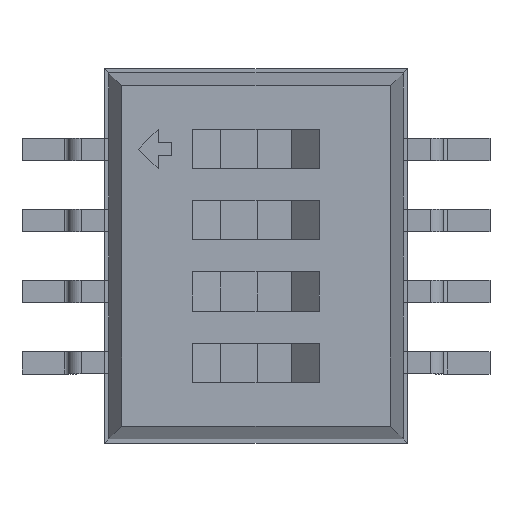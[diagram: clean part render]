
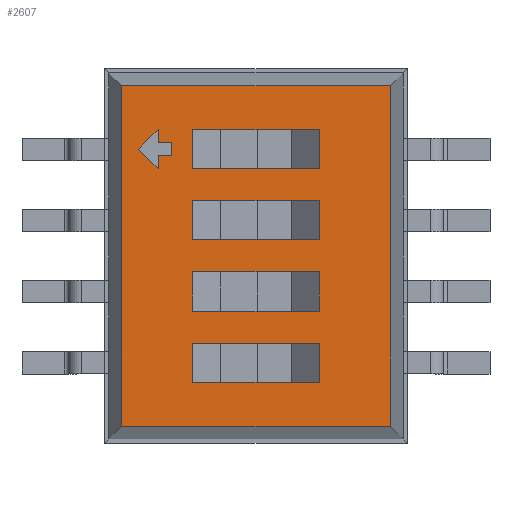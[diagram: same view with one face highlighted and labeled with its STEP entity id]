
A CAD part, top view. The second image highlights one B-rep face of the part: STEP entity #2607.
In plain terms, the highlighted planar face has unit normal (0, 0, 1).
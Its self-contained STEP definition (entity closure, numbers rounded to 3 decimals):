
#27=VECTOR('',#28,1.);
#28=DIRECTION('',(0.,1.,0.));
#34=VECTOR('',#35,1.);
#35=DIRECTION('',(-1.,0.,0.));
#41=VECTOR('',#42,1.);
#42=DIRECTION('',(0.,-1.,0.));
#46=VECTOR('',#47,1.);
#47=DIRECTION('',(1.,0.,0.));
#50=DIRECTION('',(0.,0.,-1.));
#1789=VERTEX_POINT('',#1790);
#1790=CARTESIAN_POINT('',(2.397,3.037,2.45));
#1792=ORIENTED_EDGE('',*,*,#1793,.F.);
#1793=EDGE_CURVE('',#1794,#1789,#1796,.T.);
#1794=VERTEX_POINT('',#1795);
#1795=CARTESIAN_POINT('',(2.397,-3.037,2.45));
#1796=LINE('',#1795,#27);
#2185=VERTEX_POINT('',#2186);
#2186=CARTESIAN_POINT('',(-2.397,3.037,2.45));
#2188=ORIENTED_EDGE('',*,*,#2189,.F.);
#2189=EDGE_CURVE('',#1789,#2185,#2190,.T.);
#2190=LINE('',#1790,#34);
#2211=VERTEX_POINT('',#2212);
#2212=CARTESIAN_POINT('',(-2.397,-3.037,2.45));
#2214=ORIENTED_EDGE('',*,*,#2215,.F.);
#2215=EDGE_CURVE('',#2185,#2211,#2216,.T.);
#2216=LINE('',#2186,#41);
#2602=ORIENTED_EDGE('',*,*,#2603,.F.);
#2603=EDGE_CURVE('',#2211,#1794,#2604,.T.);
#2604=LINE('',#2212,#46);
#2607=ADVANCED_FACE('',(#2608,#2610,#2632,#2654,#2695,#2717),#2739,.F.);
#2608=FACE_BOUND('',#2609,.F.);
#2609=EDGE_LOOP('',(#1792,#2602,#2214,#2188));
#2610=FACE_BOUND('',#2611,.F.);
#2611=EDGE_LOOP('',(#2612,#2619,#2624,#2629));
#2612=ORIENTED_EDGE('',*,*,#2613,.T.);
#2613=EDGE_CURVE('',#2614,#2616,#2618,.T.);
#2614=VERTEX_POINT('',#2615);
#2615=CARTESIAN_POINT('',(-1.125,-0.985,2.45));
#2616=VERTEX_POINT('',#2617);
#2617=CARTESIAN_POINT('',(1.125,-0.985,2.45));
#2618=LINE('',#2615,#46);
#2619=ORIENTED_EDGE('',*,*,#2620,.T.);
#2620=EDGE_CURVE('',#2616,#2621,#2623,.T.);
#2621=VERTEX_POINT('',#2622);
#2622=CARTESIAN_POINT('',(1.125,-0.285,2.45));
#2623=LINE('',#2617,#27);
#2624=ORIENTED_EDGE('',*,*,#2625,.T.);
#2625=EDGE_CURVE('',#2621,#2626,#2628,.T.);
#2626=VERTEX_POINT('',#2627);
#2627=CARTESIAN_POINT('',(-1.125,-0.285,2.45));
#2628=LINE('',#2622,#34);
#2629=ORIENTED_EDGE('',*,*,#2630,.T.);
#2630=EDGE_CURVE('',#2626,#2614,#2631,.T.);
#2631=LINE('',#2627,#41);
#2632=FACE_BOUND('',#2633,.F.);
#2633=EDGE_LOOP('',(#2634,#2641,#2646,#2651));
#2634=ORIENTED_EDGE('',*,*,#2635,.T.);
#2635=EDGE_CURVE('',#2636,#2638,#2640,.T.);
#2636=VERTEX_POINT('',#2637);
#2637=CARTESIAN_POINT('',(-1.125,-2.255,2.45));
#2638=VERTEX_POINT('',#2639);
#2639=CARTESIAN_POINT('',(1.125,-2.255,2.45));
#2640=LINE('',#2637,#46);
#2641=ORIENTED_EDGE('',*,*,#2642,.T.);
#2642=EDGE_CURVE('',#2638,#2643,#2645,.T.);
#2643=VERTEX_POINT('',#2644);
#2644=CARTESIAN_POINT('',(1.125,-1.555,2.45));
#2645=LINE('',#2639,#27);
#2646=ORIENTED_EDGE('',*,*,#2647,.T.);
#2647=EDGE_CURVE('',#2643,#2648,#2650,.T.);
#2648=VERTEX_POINT('',#2649);
#2649=CARTESIAN_POINT('',(-1.125,-1.555,2.45));
#2650=LINE('',#2644,#34);
#2651=ORIENTED_EDGE('',*,*,#2652,.T.);
#2652=EDGE_CURVE('',#2648,#2636,#2653,.T.);
#2653=LINE('',#2649,#41);
#2654=FACE_BOUND('',#2655,.F.);
#2655=EDGE_LOOP('',(#2656,#2663,#2668,#2675,#2682,#2687,#2692));
#2656=ORIENTED_EDGE('',*,*,#2657,.T.);
#2657=EDGE_CURVE('',#2658,#2660,#2662,.T.);
#2658=VERTEX_POINT('',#2659);
#2659=CARTESIAN_POINT('',(-1.513,2.022,2.45));
#2660=VERTEX_POINT('',#2661);
#2661=CARTESIAN_POINT('',(-1.747,2.022,2.45));
#2662=LINE('',#2659,#34);
#2663=ORIENTED_EDGE('',*,*,#2664,.T.);
#2664=EDGE_CURVE('',#2660,#2665,#2667,.T.);
#2665=VERTEX_POINT('',#2666);
#2666=CARTESIAN_POINT('',(-1.747,2.255,2.45));
#2667=LINE('',#2661,#27);
#2668=ORIENTED_EDGE('',*,*,#2669,.T.);
#2669=EDGE_CURVE('',#2665,#2670,#2672,.T.);
#2670=VERTEX_POINT('',#2671);
#2671=CARTESIAN_POINT('',(-2.097,1.905,2.45));
#2672=LINE('',#2666,#2673);
#2673=VECTOR('',#2674,1.);
#2674=DIRECTION('',(-0.707,-0.707,0.));
#2675=ORIENTED_EDGE('',*,*,#2676,.T.);
#2676=EDGE_CURVE('',#2670,#2677,#2679,.T.);
#2677=VERTEX_POINT('',#2678);
#2678=CARTESIAN_POINT('',(-1.747,1.555,2.45));
#2679=LINE('',#2671,#2680);
#2680=VECTOR('',#2681,1.);
#2681=DIRECTION('',(0.707,-0.707,0.));
#2682=ORIENTED_EDGE('',*,*,#2683,.T.);
#2683=EDGE_CURVE('',#2677,#2684,#2686,.T.);
#2684=VERTEX_POINT('',#2685);
#2685=CARTESIAN_POINT('',(-1.747,1.788,2.45));
#2686=LINE('',#2678,#27);
#2687=ORIENTED_EDGE('',*,*,#2688,.T.);
#2688=EDGE_CURVE('',#2684,#2689,#2691,.T.);
#2689=VERTEX_POINT('',#2690);
#2690=CARTESIAN_POINT('',(-1.513,1.788,2.45));
#2691=LINE('',#2685,#46);
#2692=ORIENTED_EDGE('',*,*,#2693,.T.);
#2693=EDGE_CURVE('',#2689,#2658,#2694,.T.);
#2694=LINE('',#2690,#27);
#2695=FACE_BOUND('',#2696,.F.);
#2696=EDGE_LOOP('',(#2697,#2704,#2709,#2714));
#2697=ORIENTED_EDGE('',*,*,#2698,.T.);
#2698=EDGE_CURVE('',#2699,#2701,#2703,.T.);
#2699=VERTEX_POINT('',#2700);
#2700=CARTESIAN_POINT('',(-1.125,1.555,2.45));
#2701=VERTEX_POINT('',#2702);
#2702=CARTESIAN_POINT('',(1.125,1.555,2.45));
#2703=LINE('',#2700,#46);
#2704=ORIENTED_EDGE('',*,*,#2705,.T.);
#2705=EDGE_CURVE('',#2701,#2706,#2708,.T.);
#2706=VERTEX_POINT('',#2707);
#2707=CARTESIAN_POINT('',(1.125,2.255,2.45));
#2708=LINE('',#2702,#27);
#2709=ORIENTED_EDGE('',*,*,#2710,.T.);
#2710=EDGE_CURVE('',#2706,#2711,#2713,.T.);
#2711=VERTEX_POINT('',#2712);
#2712=CARTESIAN_POINT('',(-1.125,2.255,2.45));
#2713=LINE('',#2707,#34);
#2714=ORIENTED_EDGE('',*,*,#2715,.T.);
#2715=EDGE_CURVE('',#2711,#2699,#2716,.T.);
#2716=LINE('',#2712,#41);
#2717=FACE_BOUND('',#2718,.F.);
#2718=EDGE_LOOP('',(#2719,#2726,#2731,#2736));
#2719=ORIENTED_EDGE('',*,*,#2720,.T.);
#2720=EDGE_CURVE('',#2721,#2723,#2725,.T.);
#2721=VERTEX_POINT('',#2722);
#2722=CARTESIAN_POINT('',(-1.125,0.285,2.45));
#2723=VERTEX_POINT('',#2724);
#2724=CARTESIAN_POINT('',(1.125,0.285,2.45));
#2725=LINE('',#2722,#46);
#2726=ORIENTED_EDGE('',*,*,#2727,.T.);
#2727=EDGE_CURVE('',#2723,#2728,#2730,.T.);
#2728=VERTEX_POINT('',#2729);
#2729=CARTESIAN_POINT('',(1.125,0.985,2.45));
#2730=LINE('',#2724,#27);
#2731=ORIENTED_EDGE('',*,*,#2732,.T.);
#2732=EDGE_CURVE('',#2728,#2733,#2735,.T.);
#2733=VERTEX_POINT('',#2734);
#2734=CARTESIAN_POINT('',(-1.125,0.985,2.45));
#2735=LINE('',#2729,#34);
#2736=ORIENTED_EDGE('',*,*,#2737,.T.);
#2737=EDGE_CURVE('',#2733,#2721,#2738,.T.);
#2738=LINE('',#2734,#41);
#2739=PLANE('',#2740);
#2740=AXIS2_PLACEMENT_3D('',#1795,#50,#2741);
#2741=DIRECTION('',(-0.62,0.785,0.));
